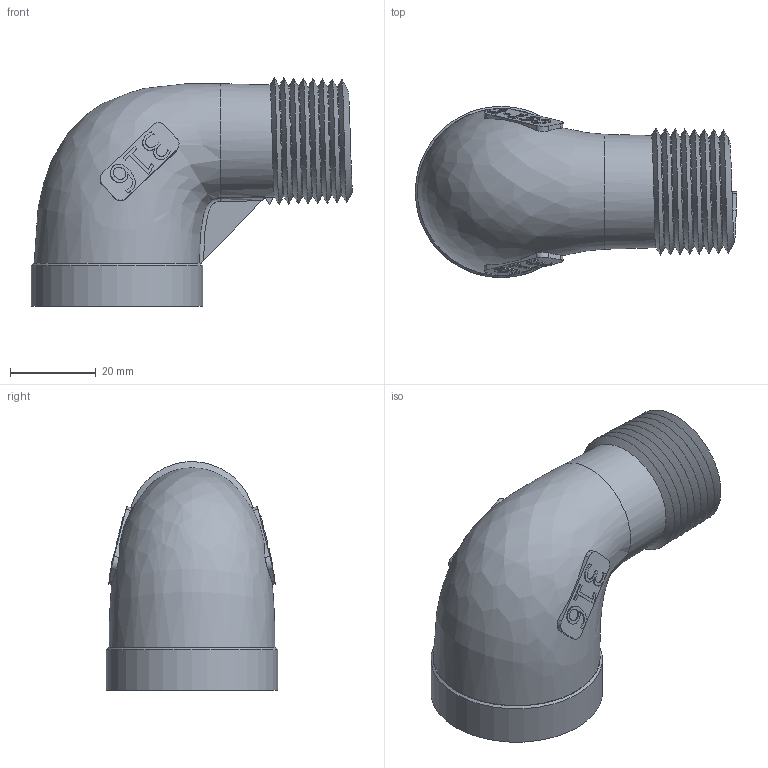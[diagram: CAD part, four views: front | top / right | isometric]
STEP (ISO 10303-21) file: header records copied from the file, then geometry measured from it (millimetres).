
FILE_DESCRIPTION(/* description */ ('Unknown'),/* implementation_level */ '2;1');
FILE_NAME(/* name */ 'R304-CL150-DN25',/* time_stamp */ '2021-10-01T17:21:52+08:00',/* author */ ('Unknown'),/* organization */ ('Unknown'),/* preprocessor_version */ 'ST-DEVELOPER v16.7',/* originating_system */ 'DEX',/* authorisation */ $);
FILE_SCHEMA (('AUTOMOTIVE_DESIGN {1 0 10303 214 3 1 1}'));
Length unit declared in the file: millimetre
Products named in the file (1): R304-CL150-DN25
Bounding box: 74.97 x 40 x 53.29 mm (x, y, z)
Volume: 23576 mm3; surface area: 18692.3 mm2
Topology: 1 solids, 1 shells, 129 faces, 332 edges, 217 vertices
Faces by surface type: plane 76, bspline 42, cylinder 9, cone 2
Full cylindrical faces by diameter (mm): 20.844 x1, 40 x1
Entity records: 9186 total; most frequent: CARTESIAN_POINT 6532, ORIENTED_EDGE 612, DIRECTION 384, EDGE_CURVE 306, VERTEX_POINT 204, LINE 176, VECTOR 176, EDGE_LOOP 144
